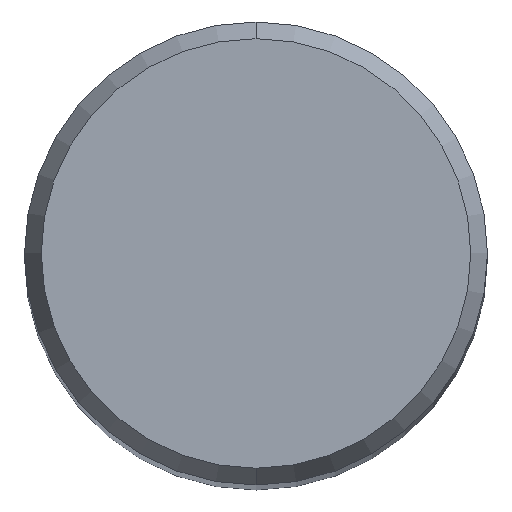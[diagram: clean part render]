
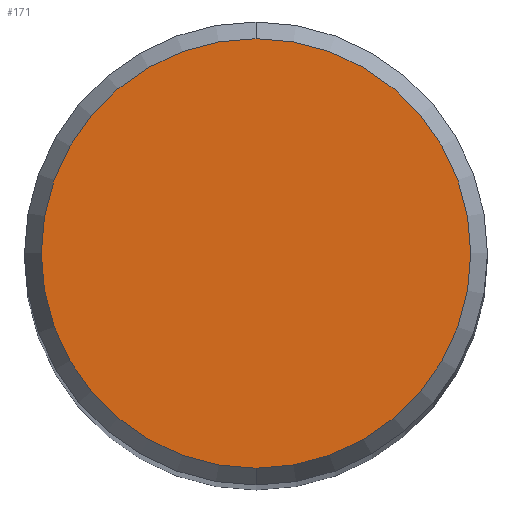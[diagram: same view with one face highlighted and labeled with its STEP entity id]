
A CAD part, top view. The second image highlights one B-rep face of the part: STEP entity #171.
In plain terms, the highlighted planar face has unit normal (0, 0, 1).
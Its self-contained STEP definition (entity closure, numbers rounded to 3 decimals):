
#105=VERTEX_POINT('',#258);
#155=EDGE_CURVE('',#105,#187,#310,.T.);
#161=EDGE_CURVE('',#187,#105,#316,.T.);
#171=ADVANCED_FACE('',(#326),#327,.T.);
#187=VERTEX_POINT('',#346);
#258=CARTESIAN_POINT('',(0.,-2.946,0.0));
#310=CIRCLE('',#493,2.946);
#316=CIRCLE('',#499,2.946);
#326=FACE_OUTER_BOUND('',#514,.T.);
#327=PLANE('',#515);
#346=CARTESIAN_POINT('',(0.0,2.946,0.0));
#493=AXIS2_PLACEMENT_3D('',#657,#658,#659);
#499=AXIS2_PLACEMENT_3D('',#661,#662,#663);
#514=EDGE_LOOP('',(#675,#676));
#515=AXIS2_PLACEMENT_3D('',#677,#678,#679);
#657=CARTESIAN_POINT('',(0.0,0.0,0.0));
#658=DIRECTION('',(0.0,0.0,-1.0));
#659=DIRECTION('',(0.0,1.0,0.0));
#661=CARTESIAN_POINT('',(0.0,0.0,0.0));
#662=DIRECTION('',(0.0,0.0,-1.0));
#663=DIRECTION('',(0.0,1.0,0.0));
#675=ORIENTED_EDGE('',*,*,#161,.F.);
#676=ORIENTED_EDGE('',*,*,#155,.F.);
#677=CARTESIAN_POINT('',(0.0,1.473,0.0));
#678=DIRECTION('',(-0.0,0.0,1.0));
#679=DIRECTION('',(0.0,-1.0,0.0));
